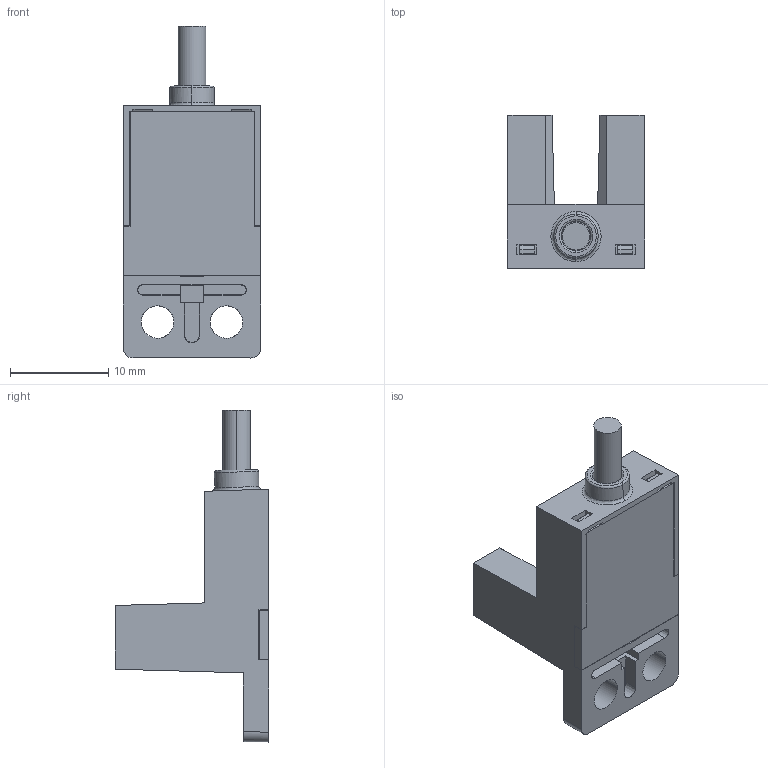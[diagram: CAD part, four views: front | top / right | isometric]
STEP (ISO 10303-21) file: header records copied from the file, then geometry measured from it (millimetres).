
FILE_DESCRIPTION (( 'STEP AP214' ), '1' );
FILE_NAME ('PXSLSY-307PA-W_3D.STEP', '2022-10-26T17:36:38', ( '' ), ( '' ), 'SwSTEP 2.0', 'SolidWorks 2022', '' );
FILE_SCHEMA (( 'AUTOMOTIVE_DESIGN' ));
Length unit declared in the file: inch
Products named in the file (1): PXSLSY-307PA-W_3D
Bounding box: 13.95 x 15.6 x 33.74 mm (x, y, z)
Volume: 2394 mm3; surface area: 2832.7 mm2
Topology: 1 solids, 1 shells, 214 faces, 669 edges, 444 vertices
Faces by surface type: plane 186, cylinder 19, bspline 4, cone 3, torus 2
Entity records: 8089 total; most frequent: CARTESIAN_POINT 2228, ORIENTED_EDGE 1338, DIRECTION 1016, EDGE_CURVE 669, LINE 564, VECTOR 564, VERTEX_POINT 444, EDGE_LOOP 235
